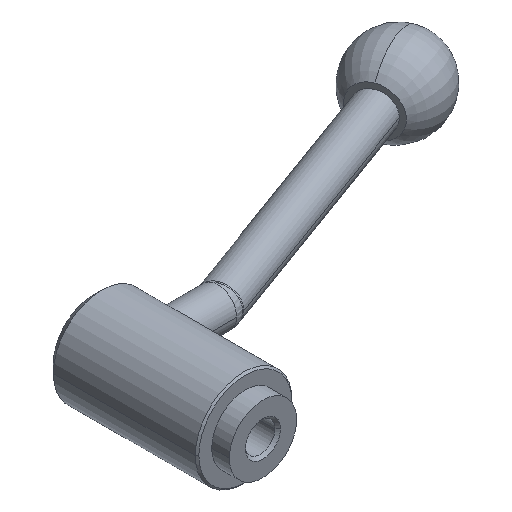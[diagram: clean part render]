
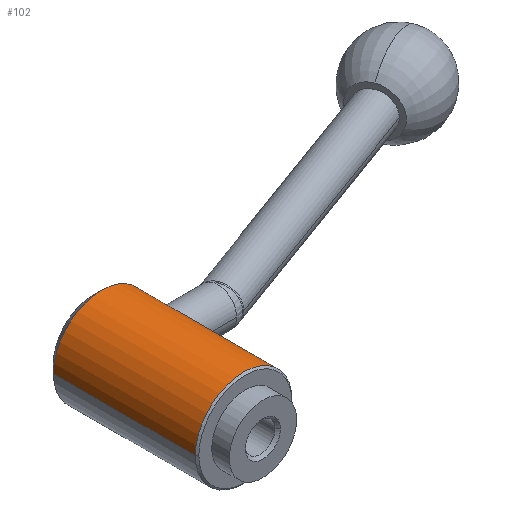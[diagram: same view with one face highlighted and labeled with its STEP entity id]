
A CAD part, isometric view. The second image highlights one B-rep face of the part: STEP entity #102.
In plain terms, the highlighted cylindrical face has radius 16.5 mm (diameter 33 mm), a partial arc.
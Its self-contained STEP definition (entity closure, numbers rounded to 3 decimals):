
#102 = ADVANCED_FACE( '', ( #163 ), #164, .T. );
#163 = FACE_OUTER_BOUND( '', #226, .T. );
#164 = CYLINDRICAL_SURFACE( '', #227, 16.5 );
#226 = EDGE_LOOP( '', ( #432, #433, #434, #435, #436, #437, #438 ) );
#227 = AXIS2_PLACEMENT_3D( '', #439, #440, #441 );
#432 = ORIENTED_EDGE( '', *, *, #458, .T. );
#433 = ORIENTED_EDGE( '', *, *, #511, .T. );
#434 = ORIENTED_EDGE( '', *, *, #510, .T. );
#435 = ORIENTED_EDGE( '', *, *, #461, .T. );
#436 = ORIENTED_EDGE( '', *, *, #518, .F. );
#437 = ORIENTED_EDGE( '', *, *, #460, .T. );
#438 = ORIENTED_EDGE( '', *, *, #517, .T. );
#439 = CARTESIAN_POINT( '', ( 0., 30.85, 0. ) );
#440 = DIRECTION( '', ( 0., -1., 0. ) );
#441 = DIRECTION( '', ( 1., 0., 0. ) );
#458 = EDGE_CURVE( '', #528, #529, #530, .T. );
#460 = EDGE_CURVE( '', #523, #531, #533, .T. );
#461 = EDGE_CURVE( '', #534, #520, #535, .T. );
#510 = EDGE_CURVE( '', #616, #534, #617, .T. );
#511 = EDGE_CURVE( '', #529, #616, #618, .T. );
#517 = EDGE_CURVE( '', #531, #528, #624, .T. );
#518 = EDGE_CURVE( '', #523, #520, #625, .T. );
#520 = VERTEX_POINT( '', #627 );
#523 = VERTEX_POINT( '', #631 );
#528 = VERTEX_POINT( '', #637 );
#529 = VERTEX_POINT( '', #638 );
#530 = LINE( '', #639, #640 );
#531 = VERTEX_POINT( '', #641 );
#533 = LINE( '', #643, #644 );
#534 = VERTEX_POINT( '', #645 );
#535 = LINE( '', #646, #647 );
#616 = VERTEX_POINT( '', #813 );
#617 = B_SPLINE_CURVE_WITH_KNOTS( '', 3, ( #814, #815, #816, #817, #818, #819, #820, #821, #822, #823, #824, #825, #826, #827, #828, #829, #830, #831 ), .UNSPECIFIED., .F., .F., ( 4, 2, 2, 2, 2, 2, 2, 2, 4 ), ( 0., 1.24, 2.479, 3.719, 4.958, 6.196, 7.435, 8.673, 9.912 ), .UNSPECIFIED. );
#618 = B_SPLINE_CURVE_WITH_KNOTS( '', 3, ( #832, #833, #834, #835, #836, #837, #838, #839, #840, #841, #842, #843, #844, #845, #846, #847, #848, #849 ), .UNSPECIFIED., .F., .F., ( 4, 2, 2, 2, 2, 2, 2, 2, 4 ), ( 29.735, 30.973, 32.211, 33.45, 34.688, 35.927, 37.167, 38.407, 39.646 ), .UNSPECIFIED. );
#624 = CIRCLE( '', #855, 16.5 );
#625 = CIRCLE( '', #856, 16.5 );
#627 = CARTESIAN_POINT( '', ( 16.5, 55.1, 0. ) );
#631 = CARTESIAN_POINT( '', ( -16.5, 55.1, 0. ) );
#637 = CARTESIAN_POINT( '', ( 16.5, 6.6, 0. ) );
#638 = CARTESIAN_POINT( '', ( 16.5, 40.5, 0. ) );
#639 = CARTESIAN_POINT( '', ( 16.5, 30.85, 0. ) );
#640 = VECTOR( '', #866, 1. );
#641 = CARTESIAN_POINT( '', ( -16.5, 6.6, 0. ) );
#643 = CARTESIAN_POINT( '', ( -16.5, 30.85, 0. ) );
#644 = VECTOR( '', #870, 1. );
#645 = CARTESIAN_POINT( '', ( 16.5, 53.5, 0. ) );
#646 = CARTESIAN_POINT( '', ( 16.5, 30.85, 0. ) );
#647 = VECTOR( '', #871, 1. );
#813 = CARTESIAN_POINT( '', ( 15.166, 47., 6.5 ) );
#814 = CARTESIAN_POINT( '', ( 15.166, 47., 6.5 ) );
#815 = CARTESIAN_POINT( '', ( 15.166, 47.413, 6.5 ) );
#816 = CARTESIAN_POINT( '', ( 15.183, 47.839, 6.46 ) );
#817 = CARTESIAN_POINT( '', ( 15.253, 48.682, 6.293 ) );
#818 = CARTESIAN_POINT( '', ( 15.305, 49.1, 6.167 ) );
#819 = CARTESIAN_POINT( '', ( 15.435, 49.899, 5.834 ) );
#820 = CARTESIAN_POINT( '', ( 15.513, 50.281, 5.627 ) );
#821 = CARTESIAN_POINT( '', ( 15.677, 50.987, 5.151 ) );
#822 = CARTESIAN_POINT( '', ( 15.764, 51.31, 4.882 ) );
#823 = CARTESIAN_POINT( '', ( 15.93, 51.882, 4.31 ) );
#824 = CARTESIAN_POINT( '', ( 16.015, 52.151, 3.987 ) );
#825 = CARTESIAN_POINT( '', ( 16.174, 52.627, 3.282 ) );
#826 = CARTESIAN_POINT( '', ( 16.248, 52.834, 2.9 ) );
#827 = CARTESIAN_POINT( '', ( 16.371, 53.167, 2.1 ) );
#828 = CARTESIAN_POINT( '', ( 16.42, 53.293, 1.682 ) );
#829 = CARTESIAN_POINT( '', ( 16.484, 53.46, 0.838 ) );
#830 = CARTESIAN_POINT( '', ( 16.5, 53.5, 0.413 ) );
#831 = CARTESIAN_POINT( '', ( 16.5, 53.5, 0. ) );
#832 = CARTESIAN_POINT( '', ( 16.5, 40.5, 0. ) );
#833 = CARTESIAN_POINT( '', ( 16.5, 40.5, 0.413 ) );
#834 = CARTESIAN_POINT( '', ( 16.484, 40.54, 0.838 ) );
#835 = CARTESIAN_POINT( '', ( 16.42, 40.707, 1.682 ) );
#836 = CARTESIAN_POINT( '', ( 16.371, 40.833, 2.1 ) );
#837 = CARTESIAN_POINT( '', ( 16.248, 41.166, 2.9 ) );
#838 = CARTESIAN_POINT( '', ( 16.174, 41.373, 3.282 ) );
#839 = CARTESIAN_POINT( '', ( 16.015, 41.849, 3.987 ) );
#840 = CARTESIAN_POINT( '', ( 15.93, 42.118, 4.31 ) );
#841 = CARTESIAN_POINT( '', ( 15.764, 42.69, 4.882 ) );
#842 = CARTESIAN_POINT( '', ( 15.677, 43.013, 5.151 ) );
#843 = CARTESIAN_POINT( '', ( 15.513, 43.719, 5.627 ) );
#844 = CARTESIAN_POINT( '', ( 15.435, 44.101, 5.834 ) );
#845 = CARTESIAN_POINT( '', ( 15.305, 44.9, 6.167 ) );
#846 = CARTESIAN_POINT( '', ( 15.253, 45.318, 6.293 ) );
#847 = CARTESIAN_POINT( '', ( 15.183, 46.161, 6.46 ) );
#848 = CARTESIAN_POINT( '', ( 15.166, 46.587, 6.5 ) );
#849 = CARTESIAN_POINT( '', ( 15.166, 47., 6.5 ) );
#855 = AXIS2_PLACEMENT_3D( '', #994, #995, #996 );
#856 = AXIS2_PLACEMENT_3D( '', #997, #998, #999 );
#866 = DIRECTION( '', ( 0., 1., 0. ) );
#870 = DIRECTION( '', ( 0., -1., 0. ) );
#871 = DIRECTION( '', ( 0., 1., 0. ) );
#994 = CARTESIAN_POINT( '', ( 0., 6.6, 0. ) );
#995 = DIRECTION( '', ( 0., 1., 0. ) );
#996 = DIRECTION( '', ( 1., 0., 0. ) );
#997 = CARTESIAN_POINT( '', ( 0., 55.1, 0. ) );
#998 = DIRECTION( '', ( 0., 1., 0. ) );
#999 = DIRECTION( '', ( 1., 0., 0. ) );
